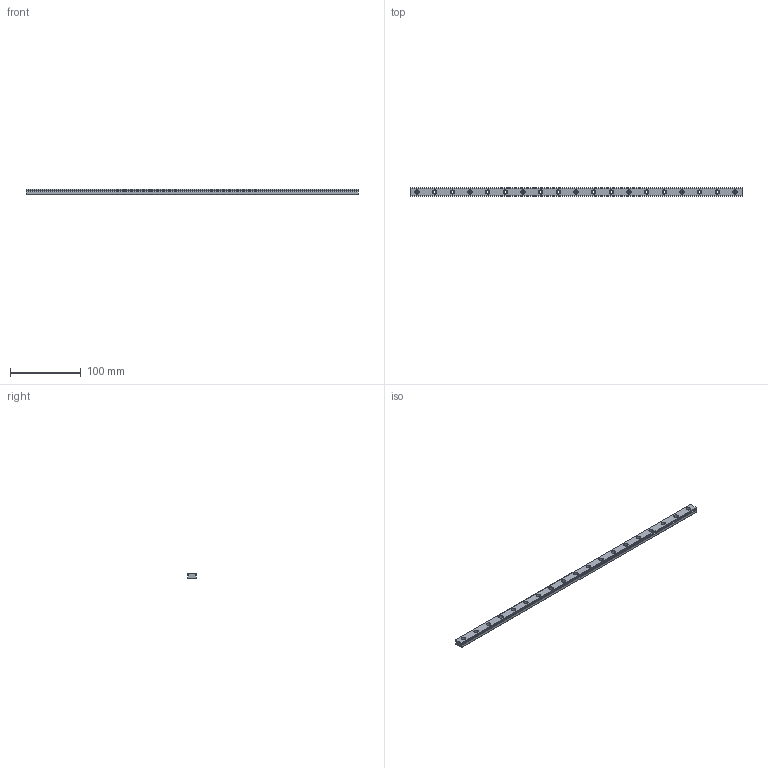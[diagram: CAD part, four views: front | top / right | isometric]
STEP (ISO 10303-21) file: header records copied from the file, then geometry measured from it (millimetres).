
FILE_DESCRIPTION(('starvars output'),'2;1');
FILE_NAME('cv20160805134507000008430.stp','13:45:07 2016/08/05',( 'Thomas Industrial Network Germany GmbH'),( 'Thomas Industrial Network Germany GmbH'),'unknown preprocess','ACIS' ,'unknown authorization');
FILE_SCHEMA(('AUTOMOTIVE_DESIGN_CC2 {UNKNOWN IMPLEMENTATION LEVEL}'));
Length unit declared in the file: millimetre
Products named in the file (1): PRODUCT_ID_1
Bounding box: 470 x 12 x 8 mm (x, y, z)
Volume: 39744.3 mm3; surface area: 22161.7 mm2
Topology: 1 solids, 1 shells, 131 faces, 387 edges, 258 vertices
Faces by surface type: cylinder 93, plane 38
Entity records: 5237 total; most frequent: CARTESIAN_POINT 947, ORIENTED_EDGE 774, DIRECTION 550, EDGE_CURVE 387, VERTEX_POINT 258, AXIS2_PLACEMENT_3D 203, EDGE_LOOP 169, FACE_BOUND 169
